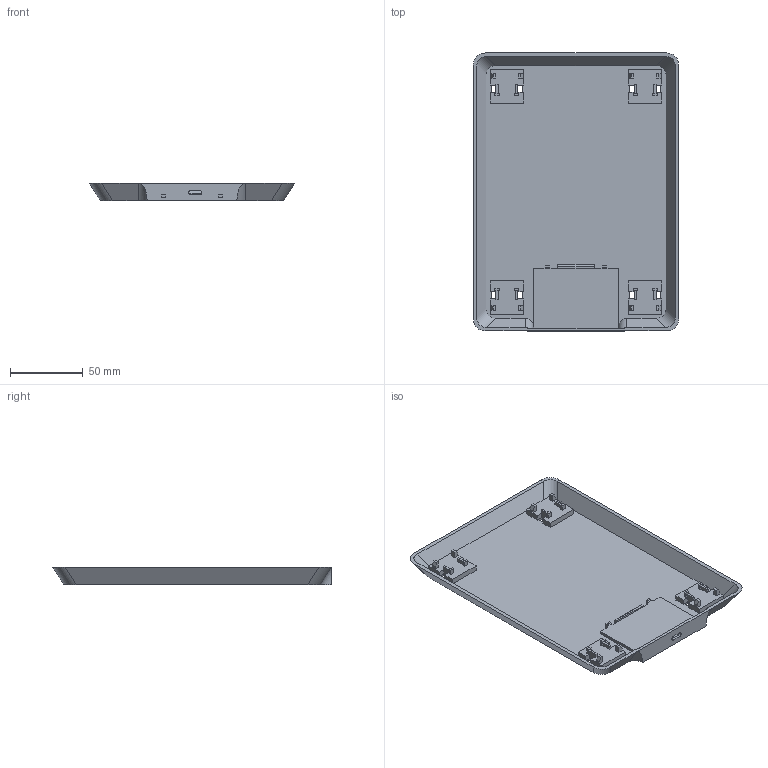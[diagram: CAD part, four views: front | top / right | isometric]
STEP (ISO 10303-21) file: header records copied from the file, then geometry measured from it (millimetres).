
FILE_DESCRIPTION(/* description */ ('STEP AP242','CAx-IF Rec.Pracs.---Representation and Presentation of Product Manufacturing Information (PMI)---4.0---2014-10-13','CAx-IF Rec.Pracs.---3D Tessellated Geometry---0.4---2014-09-14','2;1'),/* implementation_level */ '2;1');
FILE_NAME(/* name */ '61a91519bf1fa06d9f44fc48',/* time_stamp */ '2021-12-02T18:48:59+00:00',/* author */ (''),/* organization */ (''),/* preprocessor_version */ 'ST-DEVELOPER v18.1',/* originating_system */ ' ',/* authorisation */ ' ');
FILE_SCHEMA (('AP242_MANAGED_MODEL_BASED_3D_ENGINEERING_MIM_LF { 1 0 10303 442 1 1 4 }'));
Length unit declared in the file: metre
Products named in the file (6): PCB; Bottom Half; Clip-BR; Clip-BL; Clip-TR; Clip-TL
Bounding box: 141 x 191 x 12 mm (x, y, z)
Volume: 69228.9 mm3; surface area: 73453.9 mm2
Topology: 6 solids, 6 shells, 308 faces, 847 edges, 564 vertices
Faces by surface type: plane 278, cylinder 30
Entity records: 9810 total; most frequent: CARTESIAN_POINT 1725, ORIENTED_EDGE 1694, DIRECTION 1537, EDGE_CURVE 847, LINE 785, VECTOR 785, VERTEX_POINT 564, AXIS2_PLACEMENT_3D 376
